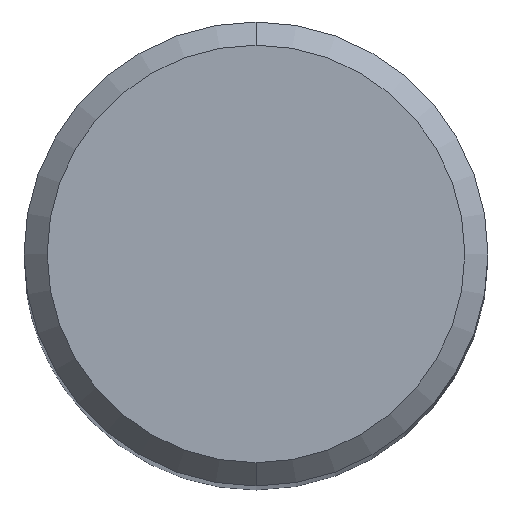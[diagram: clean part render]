
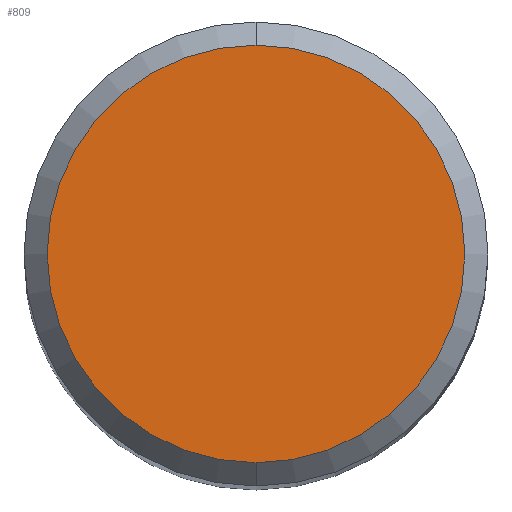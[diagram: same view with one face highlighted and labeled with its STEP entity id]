
A CAD part, top view. The second image highlights one B-rep face of the part: STEP entity #809.
In plain terms, the highlighted planar face has unit normal (0, 0, 1).
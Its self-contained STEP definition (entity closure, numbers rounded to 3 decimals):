
#593=VERTEX_POINT('',#1254);
#751=EDGE_CURVE('',#593,#851,#1424,.T.);
#809=ADVANCED_FACE('',(#1486),#1487,.T.);
#851=VERTEX_POINT('',#1532);
#949=EDGE_CURVE('',#851,#593,#1641,.T.);
#1254=CARTESIAN_POINT('',(0.,-5.4,0.0));
#1424=CIRCLE('',#5690,5.4);
#1486=FACE_OUTER_BOUND('',#5805,.T.);
#1487=PLANE('',#5806);
#1532=CARTESIAN_POINT('',(0.0,5.4,0.0));
#1641=CIRCLE('',#6301,5.4);
#5690=AXIS2_PLACEMENT_3D('',#6791,#6792,#6793);
#5805=EDGE_LOOP('',(#6847,#6848));
#5806=AXIS2_PLACEMENT_3D('',#6849,#6850,#6851);
#6301=AXIS2_PLACEMENT_3D('',#7031,#7032,#7033);
#6791=CARTESIAN_POINT('',(0.0,0.0,0.0));
#6792=DIRECTION('',(0.0,0.0,-1.0));
#6793=DIRECTION('',(0.0,1.0,0.0));
#6847=ORIENTED_EDGE('',*,*,#949,.F.);
#6848=ORIENTED_EDGE('',*,*,#751,.F.);
#6849=CARTESIAN_POINT('',(0.0,2.7,0.0));
#6850=DIRECTION('',(-0.0,0.0,1.0));
#6851=DIRECTION('',(0.0,-1.0,0.0));
#7031=CARTESIAN_POINT('',(0.0,0.0,0.0));
#7032=DIRECTION('',(0.0,0.0,-1.0));
#7033=DIRECTION('',(0.0,1.0,0.0));
